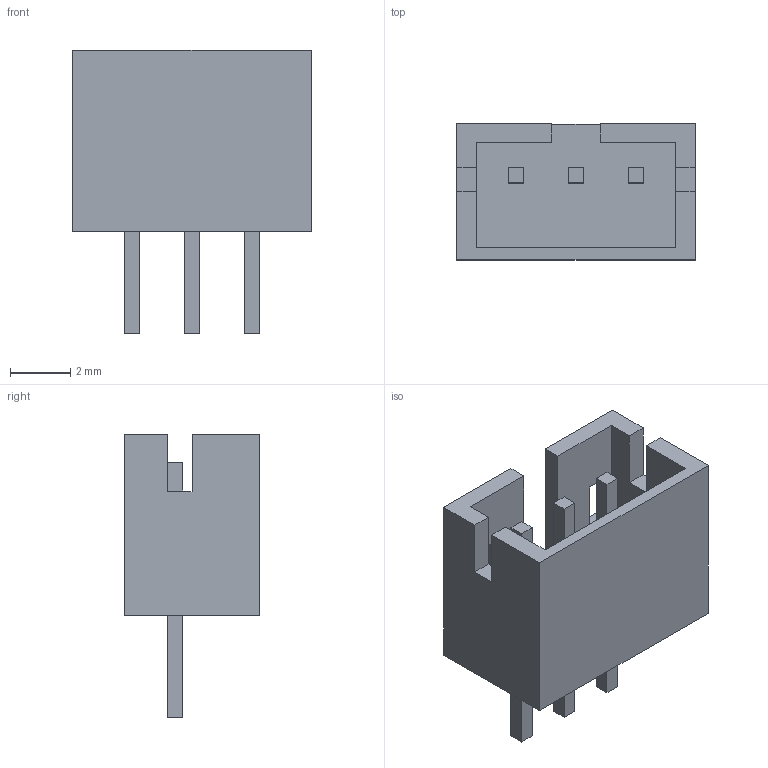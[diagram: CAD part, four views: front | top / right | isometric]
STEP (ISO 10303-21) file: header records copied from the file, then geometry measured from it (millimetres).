
FILE_DESCRIPTION(('FreeCAD Model'),'2;1');
FILE_NAME('B3B-PH-K-S.step','2017-06-24T10:49:08',( 'kicad StepUp'),('ksu MCAD'),'Open CASCADE STEP processor 6.8', 'FreeCAD','Unknown');
FILE_SCHEMA(('AUTOMOTIVE_DESIGN_CC2 { 1 2 10303 214 -1 1 5 4 }'));
Length unit declared in the file: millimetre
Products named in the file (2): ASSEMBLY; B3B-PH-K-S
Assembly tree (1 placements, depth 2):
  ASSEMBLY
    B3B-PH-K-S
Bounding box: 7.9 x 4.5 x 9.4 mm (x, y, z)
Volume: 111.9 mm3; surface area: 335.8 mm2
Topology: 1 solids, 1 shells, 58 faces, 156 edges, 104 vertices
Faces by surface type: plane 58
Entity records: 2224 total; most frequent: CARTESIAN_POINT 320, ORIENTED_EDGE 312, DIRECTION 276, EDGE_CURVE 156, LINE 156, VECTOR 156, VERTEX_POINT 104, FACE_BOUND 66
